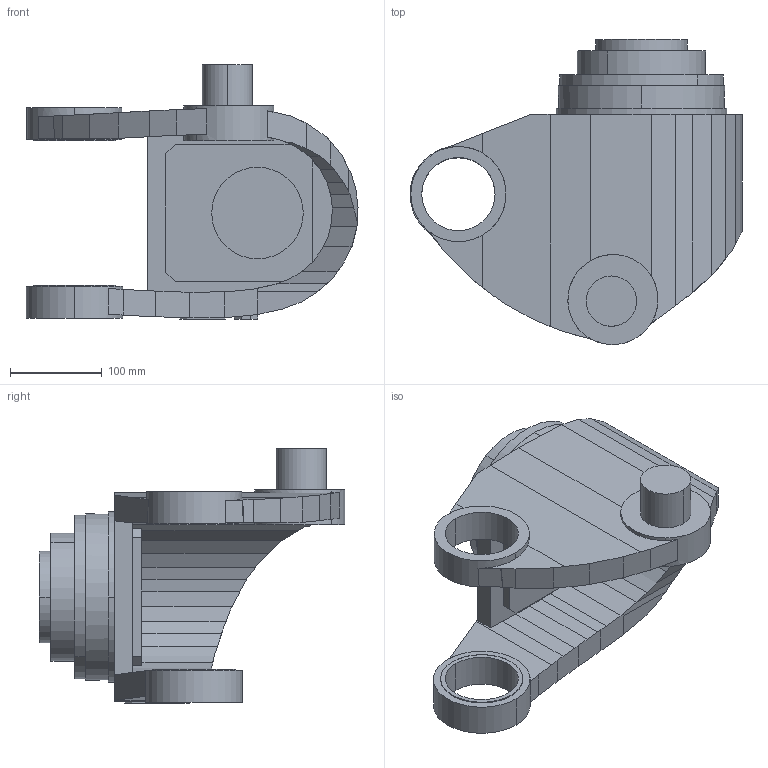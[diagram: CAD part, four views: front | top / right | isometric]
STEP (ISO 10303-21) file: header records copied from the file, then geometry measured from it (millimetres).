
FILE_DESCRIPTION (( 'STEP AP203' ), '1' );
FILE_NAME ('Part10_Default_sldprt.STEP', '2023-04-30T16:36:20', ( '' ), ( '' ), 'SwSTEP 2.0', 'SolidWorks 2021', '' );
FILE_SCHEMA (( 'CONFIG_CONTROL_DESIGN' ));
Length unit declared in the file: millimetre
Products named in the file (1): Part10_Default_sldprt
Bounding box: 362.73 x 333.32 x 278 mm (x, y, z)
Volume: 5697056.8 mm3; surface area: 407665.7 mm2
Topology: 1 solids, 1 shells, 172 faces, 473 edges, 315 vertices
Faces by surface type: plane 139, cylinder 25, cone 4, bspline 4
Entity records: 6070 total; most frequent: CARTESIAN_POINT 1624, ORIENTED_EDGE 946, DIRECTION 839, EDGE_CURVE 473, VECTOR 381, LINE 381, VERTEX_POINT 315, AXIS2_PLACEMENT_3D 229
